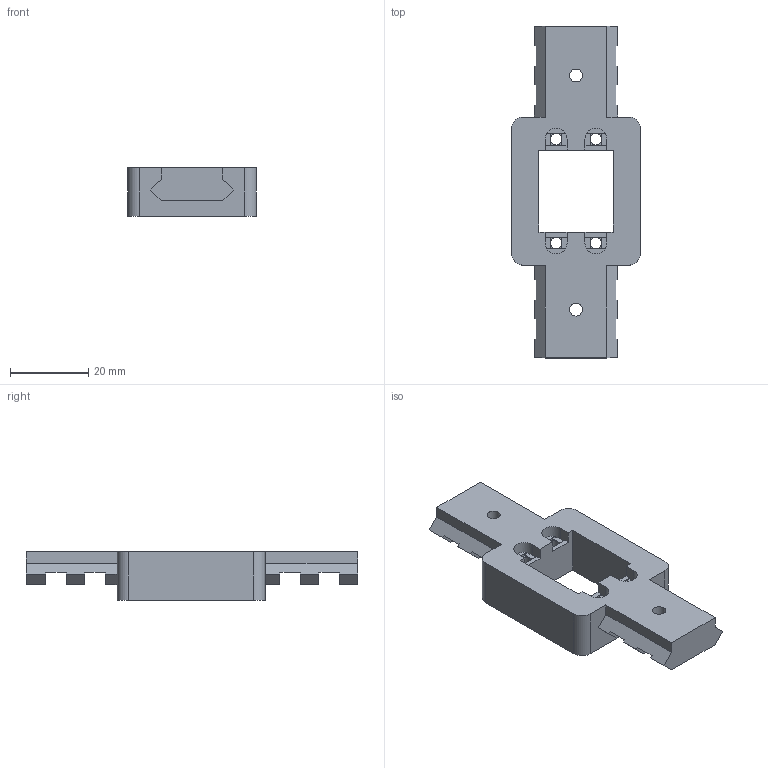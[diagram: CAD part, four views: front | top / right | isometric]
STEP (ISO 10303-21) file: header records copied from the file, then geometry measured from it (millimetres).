
FILE_DESCRIPTION(/* description */ (''),/* implementation_level */ '2;1');
FILE_NAME(/* name */ '4-battery-grip-rail.step',/* time_stamp */ '2022-04-06T21:19:44+01:00',/* author */ (''),/* organization */ (''),/* preprocessor_version */ 'ST-DEVELOPER v18.1',/* originating_system */ 'Autodesk Translation Framework v10.13.0.1454',/* authorisation */ '');
FILE_SCHEMA (('AUTOMOTIVE_DESIGN { 1 0 10303 214 3 1 1 }'));
Length unit declared in the file: millimetre
Products named in the file (1): 4-battery-grip-rail
Bounding box: 33 x 85.05 x 12.5 mm (x, y, z)
Volume: 15233.3 mm3; surface area: 7766.5 mm2
Topology: 1 solids, 1 shells, 132 faces, 382 edges, 250 vertices
Faces by surface type: plane 116, cylinder 16
Full cylindrical faces by diameter (mm): 3 x4, 3.3 x2, 5.6 x2
Entity records: 4354 total; most frequent: CARTESIAN_POINT 765, ORIENTED_EDGE 764, DIRECTION 700, EDGE_CURVE 382, LINE 330, VECTOR 330, VERTEX_POINT 250, AXIS2_PLACEMENT_3D 185
